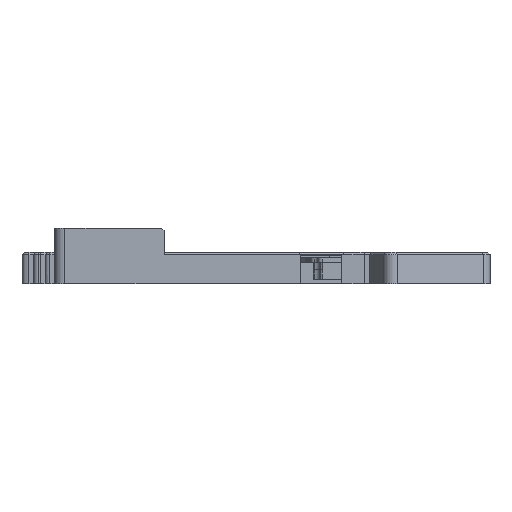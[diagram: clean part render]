
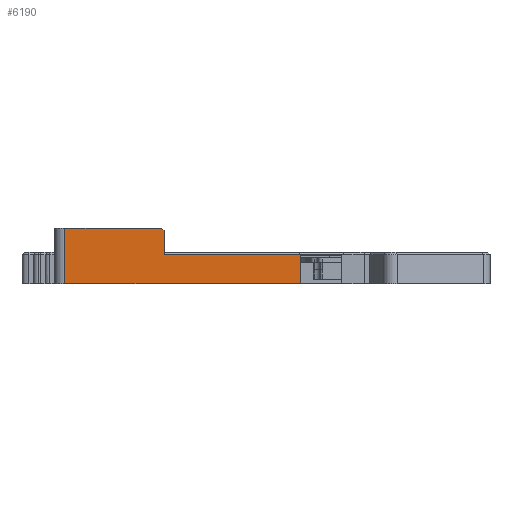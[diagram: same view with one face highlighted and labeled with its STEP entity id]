
A CAD part, left-side view. The second image highlights one B-rep face of the part: STEP entity #6190.
In plain terms, the highlighted planar face has unit normal (-1, 0, 0).
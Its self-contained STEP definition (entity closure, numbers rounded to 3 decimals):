
#375=FACE_OUTER_BOUND('',#697,.T.);
#697=EDGE_LOOP('',(#4476,#4477,#4478,#4479,#4480,#4481,#4482));
#1089=LINE('',#8754,#1849);
#1152=LINE('',#9493,#1912);
#1198=LINE('',#9595,#1958);
#1205=LINE('',#9609,#1965);
#1206=LINE('',#9611,#1966);
#1207=LINE('',#9613,#1967);
#1208=LINE('',#9614,#1968);
#1849=VECTOR('',#7126,10.);
#1912=VECTOR('',#7261,10.);
#1958=VECTOR('',#7363,10.);
#1965=VECTOR('',#7372,10.);
#1966=VECTOR('',#7373,10.);
#1967=VECTOR('',#7374,10.);
#1968=VECTOR('',#7375,10.);
#2609=VERTEX_POINT('',#8752);
#2610=VERTEX_POINT('',#8753);
#2664=VERTEX_POINT('',#9486);
#2693=VERTEX_POINT('',#9594);
#2699=VERTEX_POINT('',#9608);
#2700=VERTEX_POINT('',#9610);
#2701=VERTEX_POINT('',#9612);
#3250=EDGE_CURVE('',#2609,#2610,#1089,.T.);
#3336=EDGE_CURVE('',#2610,#2664,#1152,.T.);
#3388=EDGE_CURVE('',#2664,#2693,#1198,.T.);
#3395=EDGE_CURVE('',#2699,#2609,#1205,.T.);
#3396=EDGE_CURVE('',#2700,#2699,#1206,.T.);
#3397=EDGE_CURVE('',#2701,#2700,#1207,.T.);
#3398=EDGE_CURVE('',#2693,#2701,#1208,.T.);
#4476=ORIENTED_EDGE('',*,*,#3336,.F.);
#4477=ORIENTED_EDGE('',*,*,#3250,.F.);
#4478=ORIENTED_EDGE('',*,*,#3395,.F.);
#4479=ORIENTED_EDGE('',*,*,#3396,.F.);
#4480=ORIENTED_EDGE('',*,*,#3397,.F.);
#4481=ORIENTED_EDGE('',*,*,#3398,.F.);
#4482=ORIENTED_EDGE('',*,*,#3388,.F.);
#5910=PLANE('',#6579);
#6190=ADVANCED_FACE('',(#375),#5910,.F.);
#6579=AXIS2_PLACEMENT_3D('',#9607,#7370,#7371);
#7126=DIRECTION('',(0.,0.,-1.));
#7261=DIRECTION('',(0.,-1.,0.));
#7363=DIRECTION('',(0.,0.,-1.));
#7370=DIRECTION('center_axis',(1.,0.,0.));
#7371=DIRECTION('ref_axis',(0.,1.,0.));
#7372=DIRECTION('',(0.,-0.707,-0.707));
#7373=DIRECTION('',(0.,-1.,0.));
#7374=DIRECTION('',(0.,0.,1.));
#7375=DIRECTION('',(0.,1.,0.));
#8752=CARTESIAN_POINT('',(-55.47,19.318,8.5));
#8753=CARTESIAN_POINT('',(-55.47,19.318,3.3));
#8754=CARTESIAN_POINT('',(-55.47,19.318,5.65));
#9486=CARTESIAN_POINT('',(-55.47,-10.153,3.3));
#9493=CARTESIAN_POINT('',(-55.47,-5.077,3.3));
#9594=CARTESIAN_POINT('',(-55.47,-10.153,-3.));
#9595=CARTESIAN_POINT('',(-55.47,-10.153,-2.014));
#9607=CARTESIAN_POINT('Origin',(-55.47,-10.153,0.));
#9608=CARTESIAN_POINT('',(-55.47,19.818,9.));
#9609=CARTESIAN_POINT('',(-55.47,21.597,10.779));
#9610=CARTESIAN_POINT('',(-55.47,40.748,9.));
#9611=CARTESIAN_POINT('',(-55.47,15.017,9.));
#9612=CARTESIAN_POINT('',(-55.47,40.748,-3.));
#9613=CARTESIAN_POINT('',(-55.47,40.748,0.));
#9614=CARTESIAN_POINT('',(-55.47,20.374,-3.));
